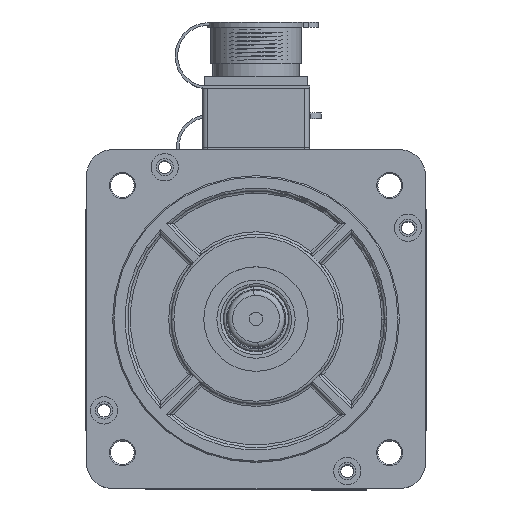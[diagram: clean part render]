
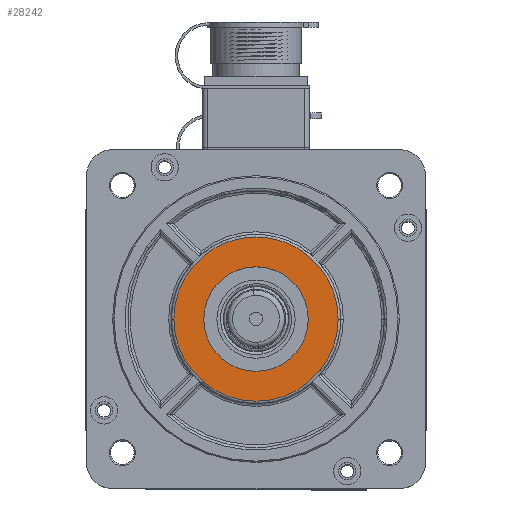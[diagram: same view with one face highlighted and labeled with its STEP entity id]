
A CAD part, top view. The second image highlights one B-rep face of the part: STEP entity #28242.
In plain terms, the highlighted planar face has unit normal (0, 0, 1).
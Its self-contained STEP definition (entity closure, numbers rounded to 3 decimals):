
#2103 = DIRECTION ( 'NONE',  ( 1., 0., 0. ) ) ;
#3408 = EDGE_CURVE ( 'NONE', #20129, #4084, #25967, .T. ) ;
#4084 = VERTEX_POINT ( 'NONE', #15158 ) ;
#4272 = CARTESIAN_POINT ( 'NONE',  ( 0., 0., 18.5 ) ) ;
#4584 = AXIS2_PLACEMENT_3D ( 'NONE', #44482, #17507, #49033 ) ;
#5010 = AXIS2_PLACEMENT_3D ( 'NONE', #52169, #25172, #56684 ) ;
#7427 = FACE_OUTER_BOUND ( 'NONE', #36243, .T. ) ;
#8798 = DIRECTION ( 'NONE',  ( 1., 0., 0. ) ) ;
#9725 = CARTESIAN_POINT ( 'NONE',  ( 0., 0., 18.5 ) ) ;
#9974 = CIRCLE ( 'NONE', #5010, 20.05 ) ;
#14217 = PLANE ( 'NONE',  #40686 ) ;
#15158 = CARTESIAN_POINT ( 'NONE',  ( -31.5, 0., 18.5 ) ) ;
#15930 = CARTESIAN_POINT ( 'NONE',  ( -20.05, 0., 18.5 ) ) ;
#17507 = DIRECTION ( 'NONE',  ( 0., 0., 1. ) ) ;
#18747 = DIRECTION ( 'NONE',  ( 0., 0., 1. ) ) ;
#20129 = VERTEX_POINT ( 'NONE', #49198 ) ;
#22287 = ORIENTED_EDGE ( 'NONE', *, *, #36800, .F. ) ;
#23453 = EDGE_CURVE ( 'NONE', #4084, #20129, #54863, .T. ) ;
#25172 = DIRECTION ( 'NONE',  ( 0., 0., 1. ) ) ;
#25967 = CIRCLE ( 'NONE', #53186, 31.5 ) ;
#28242 = ADVANCED_FACE ( 'NONE', ( #55311, #7427 ), #14217, .T. ) ;
#29034 = DIRECTION ( 'NONE',  ( 0., 0., 1. ) ) ;
#35730 = DIRECTION ( 'NONE',  ( 0., 0., 1. ) ) ;
#36243 = EDGE_LOOP ( 'NONE', ( #51734, #55395 ) ) ;
#36800 = EDGE_CURVE ( 'NONE', #54233, #39375, #38373, .T. ) ;
#38373 = CIRCLE ( 'NONE', #4584, 20.05 ) ;
#39375 = VERTEX_POINT ( 'NONE', #52495 ) ;
#40686 = AXIS2_PLACEMENT_3D ( 'NONE', #9725, #18747, #50278 ) ;
#44482 = CARTESIAN_POINT ( 'NONE',  ( 0., 0., 18.5 ) ) ;
#48694 = ORIENTED_EDGE ( 'NONE', *, *, #57259, .F. ) ;
#49033 = DIRECTION ( 'NONE',  ( 1., 0., 0. ) ) ;
#49198 = CARTESIAN_POINT ( 'NONE',  ( 31.5, 0., 18.5 ) ) ;
#50278 = DIRECTION ( 'NONE',  ( 1., 0., 0. ) ) ;
#51734 = ORIENTED_EDGE ( 'NONE', *, *, #3408, .T. ) ;
#52169 = CARTESIAN_POINT ( 'NONE',  ( 0., 0., 18.5 ) ) ;
#52495 = CARTESIAN_POINT ( 'NONE',  ( 20.05, 0., 18.5 ) ) ;
#53186 = AXIS2_PLACEMENT_3D ( 'NONE', #4272, #35730, #8798 ) ;
#53759 = EDGE_LOOP ( 'NONE', ( #48694, #22287 ) ) ;
#54032 = AXIS2_PLACEMENT_3D ( 'NONE', #56005, #29034, #2103 ) ;
#54233 = VERTEX_POINT ( 'NONE', #15930 ) ;
#54863 = CIRCLE ( 'NONE', #54032, 31.5 ) ;
#55311 = FACE_BOUND ( 'NONE', #53759, .T. ) ;
#55395 = ORIENTED_EDGE ( 'NONE', *, *, #23453, .T. ) ;
#56005 = CARTESIAN_POINT ( 'NONE',  ( 0., 0., 18.5 ) ) ;
#56684 = DIRECTION ( 'NONE',  ( 1., 0., 0. ) ) ;
#57259 = EDGE_CURVE ( 'NONE', #39375, #54233, #9974, .T. ) ;
